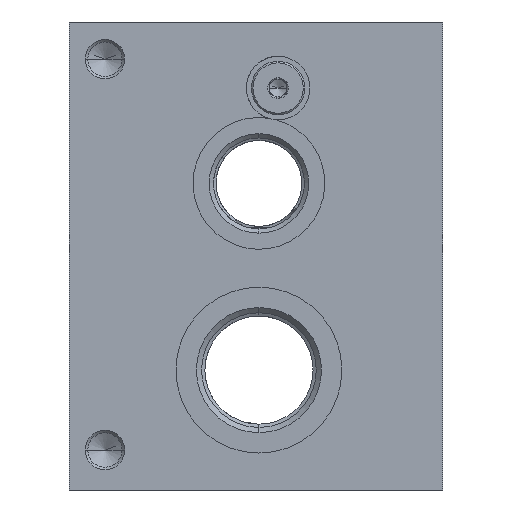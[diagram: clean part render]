
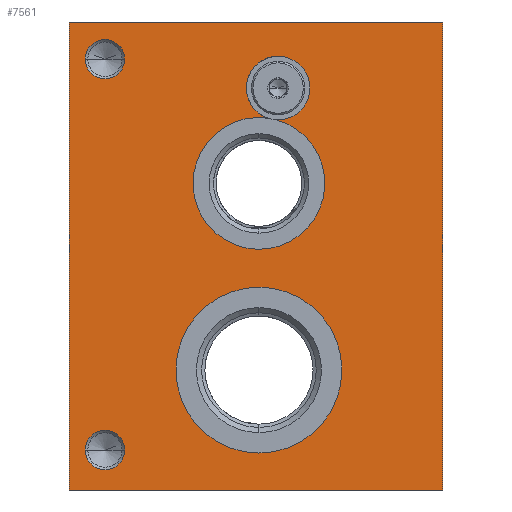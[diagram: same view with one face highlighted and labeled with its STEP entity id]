
A CAD part, front view. The second image highlights one B-rep face of the part: STEP entity #7561.
In plain terms, the highlighted planar face has unit normal (0, -1, 0).
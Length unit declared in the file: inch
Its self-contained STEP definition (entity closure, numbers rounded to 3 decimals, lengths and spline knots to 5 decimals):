
#5=DIRECTION('',(1.,0.,0.));
#6=VECTOR('',#5,3.938);
#7=CARTESIAN_POINT('',(0.,-9.75,0.));
#8=LINE('',#7,#6);
#80=DIRECTION('',(0.,0.,1.));
#81=VECTOR('',#80,4.938);
#82=CARTESIAN_POINT('',(3.938,-9.75,0.));
#83=LINE('',#82,#81);
#552=DIRECTION('',(0.,0.,1.));
#553=VECTOR('',#552,4.938);
#554=CARTESIAN_POINT('',(0.,-9.75,0.));
#555=LINE('',#554,#553);
#556=CARTESIAN_POINT('',(0.375,-9.75,0.422));
#557=DIRECTION('',(0.,1.,0.));
#558=DIRECTION('',(-1.,0.,0.));
#559=AXIS2_PLACEMENT_3D('',#556,#557,#558);
#561=CARTESIAN_POINT('',(0.375,-9.75,0.422));
#562=DIRECTION('',(0.,1.,0.));
#563=DIRECTION('',(1.,0.,0.));
#564=AXIS2_PLACEMENT_3D('',#561,#562,#563);
#566=CARTESIAN_POINT('',(0.375,-9.75,4.546));
#567=DIRECTION('',(0.,1.,0.));
#568=DIRECTION('',(-1.,0.,0.));
#569=AXIS2_PLACEMENT_3D('',#566,#567,#568);
#571=CARTESIAN_POINT('',(0.375,-9.75,4.546));
#572=DIRECTION('',(0.,1.,0.));
#573=DIRECTION('',(1.,0.,0.));
#574=AXIS2_PLACEMENT_3D('',#571,#572,#573);
#576=CARTESIAN_POINT('',(2.,-9.75,1.265));
#577=DIRECTION('',(0.,1.,0.));
#578=DIRECTION('',(0.,0.,-1.));
#579=AXIS2_PLACEMENT_3D('',#576,#577,#578);
#581=CARTESIAN_POINT('',(2.,-9.75,1.265));
#582=DIRECTION('',(0.,1.,0.));
#583=DIRECTION('',(0.,0.,1.));
#584=AXIS2_PLACEMENT_3D('',#581,#582,#583);
#586=CARTESIAN_POINT('',(2.202,-9.75,4.241));
#587=DIRECTION('',(0.,1.,0.));
#588=DIRECTION('',(0.,0.,-1.));
#589=AXIS2_PLACEMENT_3D('',#586,#587,#588);
#591=CARTESIAN_POINT('',(2.202,-9.75,4.241));
#592=DIRECTION('',(0.,1.,0.));
#593=DIRECTION('',(0.,0.,1.));
#594=AXIS2_PLACEMENT_3D('',#591,#592,#593);
#596=CARTESIAN_POINT('',(2.202,-9.75,4.241));
#597=DIRECTION('',(0.,1.,0.));
#598=DIRECTION('',(-0.332,0.,-0.943));
#599=AXIS2_PLACEMENT_3D('',#596,#597,#598);
#613=DIRECTION('',(1.,0.,0.));
#614=VECTOR('',#613,3.938);
#615=CARTESIAN_POINT('',(0.,-9.75,4.938));
#616=LINE('',#615,#614);
#2762=CARTESIAN_POINT('',(2.,-9.75,3.235));
#2763=DIRECTION('',(0.,1.,0.));
#2764=DIRECTION('',(0.263,0.,0.965));
#2765=AXIS2_PLACEMENT_3D('',#2762,#2763,#2764);
#6210=CARTESIAN_POINT('',(0.,-9.75,0.));
#6212=VERTEX_POINT('',#6210);
#6213=CARTESIAN_POINT('',(3.938,-9.75,0.));
#6214=VERTEX_POINT('',#6213);
#6218=CARTESIAN_POINT('',(0.,-9.75,4.938));
#6220=VERTEX_POINT('',#6218);
#6221=CARTESIAN_POINT('',(3.938,-9.75,4.938));
#6222=VERTEX_POINT('',#6221);
#6841=CARTESIAN_POINT('',(0.167,-9.75,0.422));
#6843=VERTEX_POINT('',#6841);
#6845=CARTESIAN_POINT('',(0.583,-9.75,0.422));
#6847=VERTEX_POINT('',#6845);
#6855=CARTESIAN_POINT('',(0.167,-9.75,4.546));
#6857=VERTEX_POINT('',#6855);
#6859=CARTESIAN_POINT('',(0.583,-9.75,4.546));
#6861=VERTEX_POINT('',#6859);
#6879=CARTESIAN_POINT('',(2.,-9.75,0.39));
#6880=CARTESIAN_POINT('',(2.,-9.75,2.14));
#6881=VERTEX_POINT('',#6879);
#6882=VERTEX_POINT('',#6880);
#6952=CARTESIAN_POINT('',(2.202,-9.75,3.905));
#6953=CARTESIAN_POINT('',(2.18271,-9.75,3.90555));
#6954=VERTEX_POINT('',#6952);
#6955=VERTEX_POINT('',#6953);
#6956=CARTESIAN_POINT('',(2.09031,-9.75,3.92411));
#6957=CARTESIAN_POINT('',(2.202,-9.75,4.577));
#6958=VERTEX_POINT('',#6956);
#6959=VERTEX_POINT('',#6957);
#7521=CARTESIAN_POINT('',(0.,-9.75,0.));
#7522=DIRECTION('',(0.,-1.,0.));
#7523=DIRECTION('',(1.,0.,0.));
#7524=AXIS2_PLACEMENT_3D('',#7521,#7522,#7523);
#7525=PLANE('',#7524);
#7526=ORIENTED_EDGE('',*,*,#7273,.F.);
#7527=ORIENTED_EDGE('',*,*,#7298,.T.);
#7529=ORIENTED_EDGE('',*,*,#7528,.T.);
#7530=ORIENTED_EDGE('',*,*,#7351,.F.);
#7531=EDGE_LOOP('',(#7526,#7527,#7529,#7530));
#7532=FACE_OUTER_BOUND('',#7531,.F.);
#7534=ORIENTED_EDGE('',*,*,#7533,.F.);
#7536=ORIENTED_EDGE('',*,*,#7535,.F.);
#7537=EDGE_LOOP('',(#7534,#7536));
#7538=FACE_BOUND('',#7537,.F.);
#7540=ORIENTED_EDGE('',*,*,#7539,.F.);
#7542=ORIENTED_EDGE('',*,*,#7541,.F.);
#7543=EDGE_LOOP('',(#7540,#7542));
#7544=FACE_BOUND('',#7543,.F.);
#7546=ORIENTED_EDGE('',*,*,#7545,.F.);
#7548=ORIENTED_EDGE('',*,*,#7547,.F.);
#7549=EDGE_LOOP('',(#7546,#7548));
#7550=FACE_BOUND('',#7549,.F.);
#7552=ORIENTED_EDGE('',*,*,#7551,.F.);
#7554=ORIENTED_EDGE('',*,*,#7553,.F.);
#7556=ORIENTED_EDGE('',*,*,#7555,.F.);
#7558=ORIENTED_EDGE('',*,*,#7557,.F.);
#7559=EDGE_LOOP('',(#7552,#7554,#7556,#7558));
#7560=FACE_BOUND('',#7559,.F.);
#7561=ADVANCED_FACE('',(#7532,#7538,#7544,#7550,#7560),#7525,.T.);
#560=CIRCLE('',#559,0.208);
#565=CIRCLE('',#564,0.208);
#570=CIRCLE('',#569,0.208);
#575=CIRCLE('',#574,0.208);
#580=CIRCLE('',#579,0.875);
#585=CIRCLE('',#584,0.875);
#590=CIRCLE('',#589,0.336);
#595=CIRCLE('',#594,0.336);
#600=CIRCLE('',#599,0.336);
#2766=CIRCLE('',#2765,0.695);
#7273=EDGE_CURVE('',#6212,#6214,#8,.T.);
#7298=EDGE_CURVE('',#6212,#6220,#555,.T.);
#7351=EDGE_CURVE('',#6214,#6222,#83,.T.);
#7528=EDGE_CURVE('',#6220,#6222,#616,.T.);
#7533=EDGE_CURVE('',#6843,#6847,#560,.T.);
#7535=EDGE_CURVE('',#6847,#6843,#565,.T.);
#7539=EDGE_CURVE('',#6857,#6861,#570,.T.);
#7541=EDGE_CURVE('',#6861,#6857,#575,.T.);
#7545=EDGE_CURVE('',#6881,#6882,#580,.T.);
#7547=EDGE_CURVE('',#6882,#6881,#585,.T.);
#7551=EDGE_CURVE('',#6954,#6955,#590,.T.);
#7553=EDGE_CURVE('',#6959,#6954,#595,.T.);
#7555=EDGE_CURVE('',#6958,#6959,#600,.T.);
#7557=EDGE_CURVE('',#6955,#6958,#2766,.T.);
